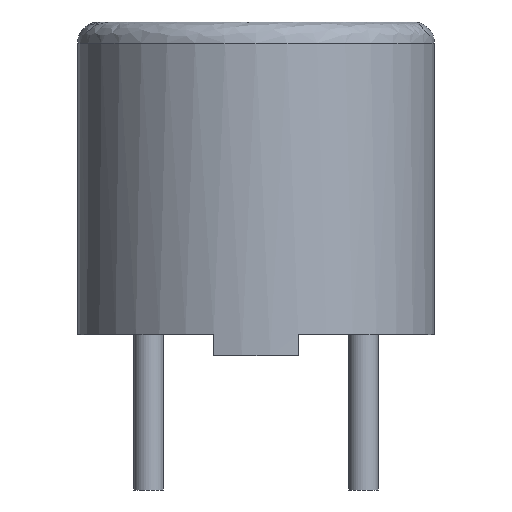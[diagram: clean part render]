
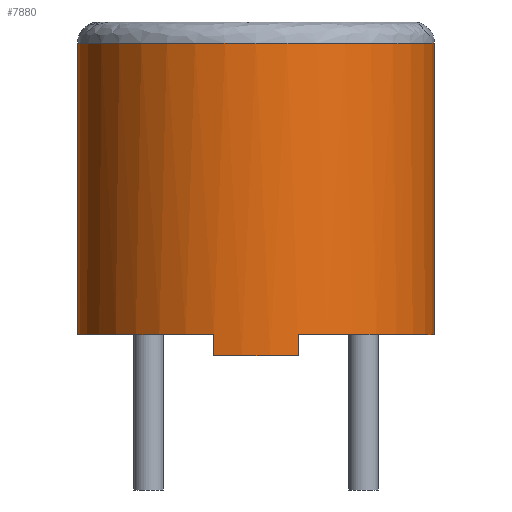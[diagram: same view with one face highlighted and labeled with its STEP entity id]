
A CAD part, front view. The second image highlights one B-rep face of the part: STEP entity #7880.
In plain terms, the highlighted cylindrical face has radius 4.225 mm (diameter 8.45 mm), a partial arc.
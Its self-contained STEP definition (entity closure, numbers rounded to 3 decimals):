
#1162 = CARTESIAN_POINT ( 'NONE',  ( 0.355, 0., 0. ) ) ;
#1470 = CARTESIAN_POINT ( 'NONE',  ( 0.355, 0., 0. ) ) ;
#1538 = FACE_OUTER_BOUND ( 'NONE', #9927, .T. ) ;
#1716 = EDGE_CURVE ( 'NONE', #3684, #19423, #23318, .T. ) ;
#1983 = VERTEX_POINT ( 'NONE', #23459 ) ;
#2369 = VERTEX_POINT ( 'NONE', #12545 ) ;
#3523 = DIRECTION ( 'NONE',  ( 1., 0., 0. ) ) ;
#3684 = VERTEX_POINT ( 'NONE', #13575 ) ;
#4049 = CARTESIAN_POINT ( 'NONE',  ( 1.355, -4.105, -0.5 ) ) ;
#4960 = ORIENTED_EDGE ( 'NONE', *, *, #17086, .T. ) ;
#5786 = ORIENTED_EDGE ( 'NONE', *, *, #13607, .T. ) ;
#5853 = VERTEX_POINT ( 'NONE', #12367 ) ;
#6226 = CARTESIAN_POINT ( 'NONE',  ( 1.355, -4.105, 0. ) ) ;
#6350 = ORIENTED_EDGE ( 'NONE', *, *, #18977, .T. ) ;
#7206 = CARTESIAN_POINT ( 'NONE',  ( 0.355, 0., 0. ) ) ;
#7406 = VECTOR ( 'NONE', #12024, 1000. ) ;
#7412 = EDGE_CURVE ( 'NONE', #5853, #8880, #11336, .T. ) ;
#7880 = ADVANCED_FACE ( 'NONE', ( #1538 ), #14858, .T. ) ;
#7990 = ORIENTED_EDGE ( 'NONE', *, *, #12945, .F. ) ;
#8328 = VECTOR ( 'NONE', #10398, 1000. ) ;
#8748 = ORIENTED_EDGE ( 'NONE', *, *, #10931, .T. ) ;
#8841 = AXIS2_PLACEMENT_3D ( 'NONE', #7206, #21751, #9305 ) ;
#8880 = VERTEX_POINT ( 'NONE', #20638 ) ;
#9305 = DIRECTION ( 'NONE',  ( 1., 0., 0. ) ) ;
#9752 = CARTESIAN_POINT ( 'NONE',  ( 0.355, 0., 6.9 ) ) ;
#9927 = EDGE_LOOP ( 'NONE', ( #12122, #5786, #10749, #25324, #7990, #4960, #6350, #8748 ) ) ;
#10128 = EDGE_CURVE ( 'NONE', #5853, #15830, #16457, .T. ) ;
#10398 = DIRECTION ( 'NONE',  ( 0., 0., -1. ) ) ;
#10720 = CARTESIAN_POINT ( 'NONE',  ( 4.58, 0., 0. ) ) ;
#10749 = ORIENTED_EDGE ( 'NONE', *, *, #7412, .F. ) ;
#10931 = EDGE_CURVE ( 'NONE', #2369, #19423, #18015, .T. ) ;
#11059 = DIRECTION ( 'NONE',  ( 0., 0., 1. ) ) ;
#11336 = LINE ( 'NONE', #16268, #21756 ) ;
#11841 = DIRECTION ( 'NONE',  ( 1., 0., 0. ) ) ;
#12024 = DIRECTION ( 'NONE',  ( 0., 0., 1. ) ) ;
#12122 = ORIENTED_EDGE ( 'NONE', *, *, #1716, .F. ) ;
#12367 = CARTESIAN_POINT ( 'NONE',  ( -0.645, -4.105, -0.5 ) ) ;
#12545 = CARTESIAN_POINT ( 'NONE',  ( 4.58, 0., 6.9 ) ) ;
#12773 = AXIS2_PLACEMENT_3D ( 'NONE', #23510, #11059, #25571 ) ;
#12945 = EDGE_CURVE ( 'NONE', #24605, #15830, #24869, .T. ) ;
#13575 = CARTESIAN_POINT ( 'NONE',  ( -3.87, 0., 0. ) ) ;
#13607 = EDGE_CURVE ( 'NONE', #3684, #8880, #15409, .T. ) ;
#13648 = CARTESIAN_POINT ( 'NONE',  ( 1.355, -4.105, 0. ) ) ;
#14138 = AXIS2_PLACEMENT_3D ( 'NONE', #1470, #16024, #3523 ) ;
#14670 = CARTESIAN_POINT ( 'NONE',  ( -3.87, 0., 6.9 ) ) ;
#14695 = LINE ( 'NONE', #10720, #25724 ) ;
#14858 = CYLINDRICAL_SURFACE ( 'NONE', #22027, 4.225 ) ;
#15409 = CIRCLE ( 'NONE', #8841, 4.225 ) ;
#15697 = DIRECTION ( 'NONE',  ( 0., 0., 1. ) ) ;
#15830 = VERTEX_POINT ( 'NONE', #4049 ) ;
#16024 = DIRECTION ( 'NONE',  ( 0., 0., 1. ) ) ;
#16268 = CARTESIAN_POINT ( 'NONE',  ( -0.645, -4.105, 0. ) ) ;
#16457 = CIRCLE ( 'NONE', #12773, 4.225 ) ;
#17008 = DIRECTION ( 'NONE',  ( 0., 0., 1. ) ) ;
#17086 = EDGE_CURVE ( 'NONE', #24605, #1983, #17177, .T. ) ;
#17177 = CIRCLE ( 'NONE', #14138, 4.225 ) ;
#18015 = CIRCLE ( 'NONE', #21326, 4.225 ) ;
#18977 = EDGE_CURVE ( 'NONE', #1983, #2369, #14695, .T. ) ;
#19423 = VERTEX_POINT ( 'NONE', #14670 ) ;
#20638 = CARTESIAN_POINT ( 'NONE',  ( -0.645, -4.105, 0. ) ) ;
#21326 = AXIS2_PLACEMENT_3D ( 'NONE', #9752, #24273, #11841 ) ;
#21751 = DIRECTION ( 'NONE',  ( 0., 0., 1. ) ) ;
#21756 = VECTOR ( 'NONE', #22520, 1000. ) ;
#22027 = AXIS2_PLACEMENT_3D ( 'NONE', #1162, #15697, #24025 ) ;
#22520 = DIRECTION ( 'NONE',  ( 0., 0., 1. ) ) ;
#23318 = LINE ( 'NONE', #24455, #7406 ) ;
#23459 = CARTESIAN_POINT ( 'NONE',  ( 4.58, 0., 0. ) ) ;
#23510 = CARTESIAN_POINT ( 'NONE',  ( 0.355, 0., -0.5 ) ) ;
#24025 = DIRECTION ( 'NONE',  ( 1., 0., 0. ) ) ;
#24273 = DIRECTION ( 'NONE',  ( 0., 0., -1. ) ) ;
#24455 = CARTESIAN_POINT ( 'NONE',  ( -3.87, 0., 0. ) ) ;
#24605 = VERTEX_POINT ( 'NONE', #13648 ) ;
#24869 = LINE ( 'NONE', #6226, #8328 ) ;
#25324 = ORIENTED_EDGE ( 'NONE', *, *, #10128, .T. ) ;
#25571 = DIRECTION ( 'NONE',  ( 1., 0., 0. ) ) ;
#25724 = VECTOR ( 'NONE', #17008, 1000. ) ;
